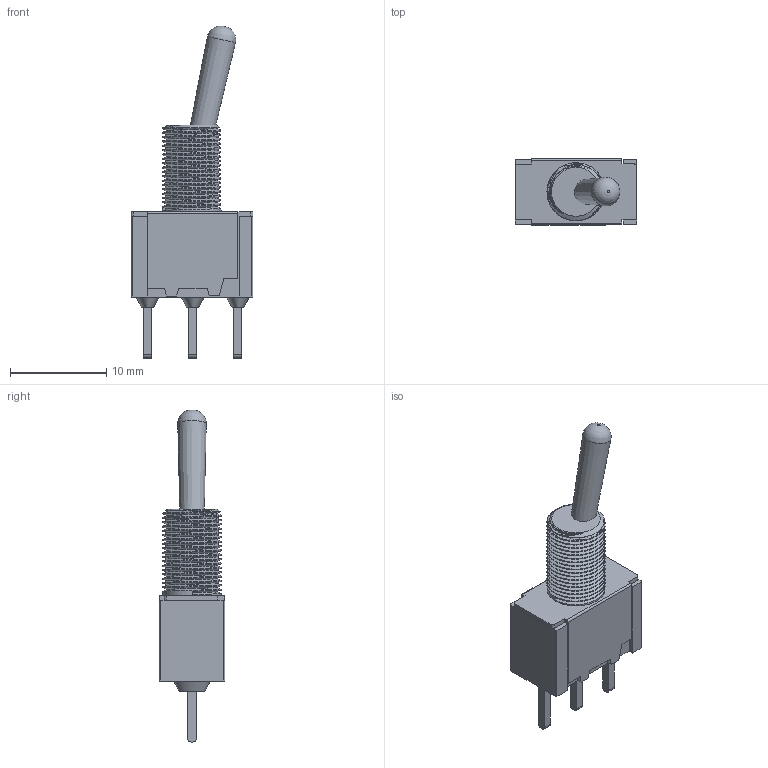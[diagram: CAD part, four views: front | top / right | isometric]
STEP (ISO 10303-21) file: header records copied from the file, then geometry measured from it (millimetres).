
FILE_DESCRIPTION(/* description */ ('Unknown'),/* implementation_level */ '2;1');
FILE_NAME(/* name */ 'ANT11SF1CQE',/* time_stamp */ '2024-04-10T14:50:51+02:00',/* author */ ('Unknown'),/* organization */ ('Unknown'),/* preprocessor_version */ 'ST-DEVELOPER v18.102',/* originating_system */ 'Solid Edge',/* authorisation */ 'Unknown');
FILE_SCHEMA (('AUTOMOTIVE_DESIGN {1 0 10303 214 3 1 1}'));
Length unit declared in the file: millimetre
Products named in the file (1): ANT11SF1CQE
Bounding box: 12.7 x 6.86 x 34.56 mm (x, y, z)
Volume: 1079.3 mm3; surface area: 1020.6 mm2
Topology: 1 solids, 1 shells, 120 faces, 323 edges, 213 vertices
Faces by surface type: plane 75, cylinder 37, bspline 5, cone 2, torus 1
Full cylindrical faces by diameter (mm): 6.044 x19
Entity records: 8527 total; most frequent: CARTESIAN_POINT 5352, ORIENTED_EDGE 510, DIRECTION 480, EDGE_CURVE 255, LINE 200, VECTOR 200, VERTEX_POINT 171, AXIS2_PLACEMENT_3D 140
